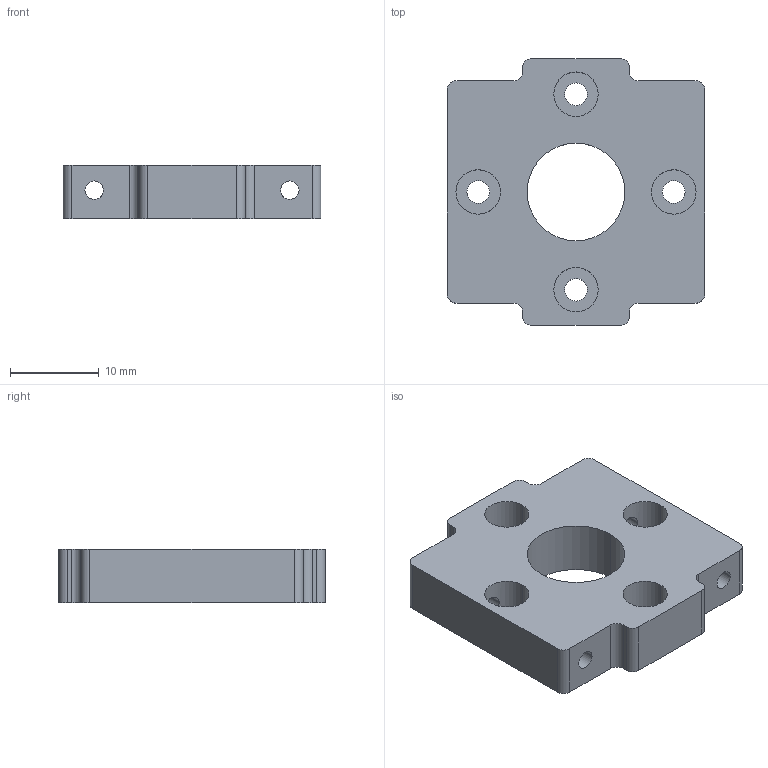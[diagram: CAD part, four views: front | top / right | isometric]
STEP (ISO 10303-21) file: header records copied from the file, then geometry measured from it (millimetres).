
FILE_DESCRIPTION (( 'STEP AP214' ), '1' );
FILE_NAME ('NeckPartMilled.STEP', '2017-09-26T13:05:24', ( '' ), ( '' ), 'SwSTEP 2.0', 'SolidWorks 2016', '' );
FILE_SCHEMA (( 'AUTOMOTIVE_DESIGN' ));
Length unit declared in the file: millimetre
Products named in the file (2): NeckPartMilled
Bounding box: 29 x 30 x 6 mm (x, y, z)
Volume: 3640.3 mm3; surface area: 2776.1 mm2
Topology: 1 solids, 1 shells, 56 faces, 150 edges, 100 vertices
Faces by surface type: cylinder 38, plane 18
Entity records: 1987 total; most frequent: CARTESIAN_POINT 444, DIRECTION 326, ORIENTED_EDGE 300, EDGE_CURVE 150, AXIS2_PLACEMENT_3D 126, VERTEX_POINT 100, EDGE_LOOP 78, VECTOR 74
